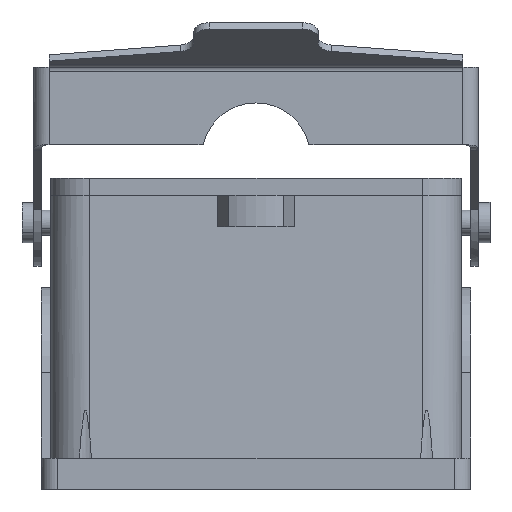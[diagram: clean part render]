
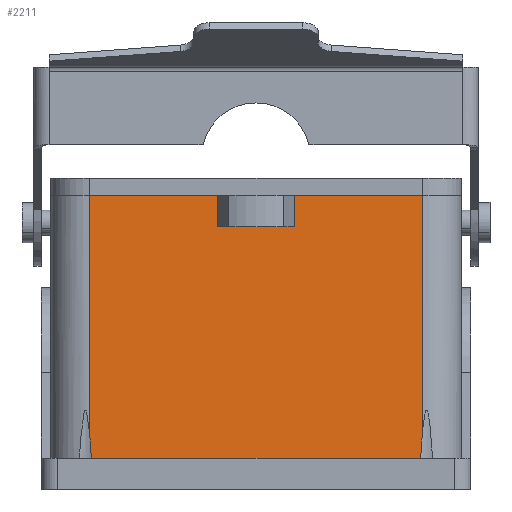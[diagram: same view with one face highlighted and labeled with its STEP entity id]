
A CAD part, left-side view. The second image highlights one B-rep face of the part: STEP entity #2211.
In plain terms, the highlighted planar face has unit normal (-1, 0, 0.03).
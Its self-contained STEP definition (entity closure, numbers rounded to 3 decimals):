
#2139=AXIS2_PLACEMENT_3D('Plane Axis2P3D',#2136,#2137,#2138) ;
#971=CARTESIAN_POINT('Line Origine',(21.5,42.246,94.5)) ;
#975=CARTESIAN_POINT('Vertex',(21.5,62.742,94.5)) ;
#977=CARTESIAN_POINT('Vertex',(21.5,21.75,94.5)) ;
#1074=CARTESIAN_POINT('Vertex',(21.5,128.75,94.5)) ;
#1077=CARTESIAN_POINT('Line Origine',(21.5,108.254,94.5)) ;
#1081=CARTESIAN_POINT('Vertex',(21.5,87.758,94.5)) ;
#2136=CARTESIAN_POINT('Axis2P3D Location',(21.5,75.25,94.5)) ;
#2141=CARTESIAN_POINT('Line Origine',(20.328,21.75,56.154)) ;
#2145=CARTESIAN_POINT('Vertex',(19.157,21.75,17.808)) ;
#2148=CARTESIAN_POINT('Line Origine',(21.347,62.798,89.5)) ;
#2152=CARTESIAN_POINT('Vertex',(21.194,62.853,84.5)) ;
#2155=CARTESIAN_POINT('Line Origine',(21.194,75.25,84.5)) ;
#2159=CARTESIAN_POINT('Vertex',(21.194,87.647,84.5)) ;
#2162=CARTESIAN_POINT('Line Origine',(21.347,87.702,89.5)) ;
#2167=CARTESIAN_POINT('Line Origine',(20.328,128.75,56.154)) ;
#2171=CARTESIAN_POINT('Vertex',(19.157,128.75,17.808)) ;
#2175=CARTESIAN_POINT('Control Point',(19.157,128.75,17.808)) ;
#2176=CARTESIAN_POINT('Control Point',(19.109,128.615,16.247)) ;
#2177=CARTESIAN_POINT('Control Point',(19.061,128.492,14.687)) ;
#2178=CARTESIAN_POINT('Control Point',(19.014,128.379,13.125)) ;
#2179=CARTESIAN_POINT('Control Point',(18.966,128.273,11.564)) ;
#2180=CARTESIAN_POINT('Control Point',(18.918,128.173,10.)) ;
#2181=CARTESIAN_POINT('Vertex',(18.918,128.173,10.)) ;
#2184=CARTESIAN_POINT('Line Origine',(18.918,75.25,10.)) ;
#2188=CARTESIAN_POINT('Vertex',(18.918,22.327,10.)) ;
#2192=CARTESIAN_POINT('Control Point',(19.157,21.75,17.808)) ;
#2193=CARTESIAN_POINT('Control Point',(19.109,21.885,16.247)) ;
#2194=CARTESIAN_POINT('Control Point',(19.061,22.008,14.687)) ;
#2195=CARTESIAN_POINT('Control Point',(19.014,22.121,13.125)) ;
#2196=CARTESIAN_POINT('Control Point',(18.966,22.227,11.564)) ;
#2197=CARTESIAN_POINT('Control Point',(18.918,22.327,10.)) ;
#972=DIRECTION('Vector Direction',(0.,1.,0.)) ;
#1078=DIRECTION('Vector Direction',(0.,1.,0.)) ;
#2137=DIRECTION('Axis2P3D Direction',(-1.,0.,0.031)) ;
#2138=DIRECTION('Axis2P3D XDirection',(0.,1.,0.)) ;
#2142=DIRECTION('Vector Direction',(-0.031,0.,-1.)) ;
#2149=DIRECTION('Vector Direction',(-0.031,0.011,-0.999)) ;
#2156=DIRECTION('Vector Direction',(0.,1.,0.)) ;
#2163=DIRECTION('Vector Direction',(-0.031,-0.011,-0.999)) ;
#2168=DIRECTION('Vector Direction',(-0.031,0.,-1.)) ;
#2185=DIRECTION('Vector Direction',(0.,1.,0.)) ;
#973=VECTOR('Line Direction',#972,1.) ;
#1079=VECTOR('Line Direction',#1078,1.) ;
#2143=VECTOR('Line Direction',#2142,1.) ;
#2150=VECTOR('Line Direction',#2149,1.) ;
#2157=VECTOR('Line Direction',#2156,1.) ;
#2164=VECTOR('Line Direction',#2163,1.) ;
#2169=VECTOR('Line Direction',#2168,1.) ;
#2186=VECTOR('Line Direction',#2185,1.) ;
#2200=ORIENTED_EDGE('',*,*,#2147,.F.) ;
#2201=ORIENTED_EDGE('',*,*,#979,.F.) ;
#2202=ORIENTED_EDGE('',*,*,#2154,.T.) ;
#2203=ORIENTED_EDGE('',*,*,#2161,.T.) ;
#2204=ORIENTED_EDGE('',*,*,#2166,.F.) ;
#2205=ORIENTED_EDGE('',*,*,#1083,.F.) ;
#2206=ORIENTED_EDGE('',*,*,#2173,.F.) ;
#2207=ORIENTED_EDGE('',*,*,#2183,.T.) ;
#2208=ORIENTED_EDGE('',*,*,#2190,.F.) ;
#2209=ORIENTED_EDGE('',*,*,#2198,.F.) ;
#2211=ADVANCED_FACE('Housing',(#2210),#2140,.T.) ;
#2174=B_SPLINE_CURVE_WITH_KNOTS('',5,(#2175,#2176,#2177,#2178,#2179,#2180),.UNSPECIFIED.,.F.,.U.,(6,6),(0.,11.078),.UNSPECIFIED.) ;
#2191=B_SPLINE_CURVE_WITH_KNOTS('',5,(#2192,#2193,#2194,#2195,#2196,#2197),.UNSPECIFIED.,.F.,.U.,(6,6),(0.,11.078),.UNSPECIFIED.) ;
#979=EDGE_CURVE('',#976,#978,#974,.F.) ;
#1083=EDGE_CURVE('',#1075,#1082,#1080,.F.) ;
#2147=EDGE_CURVE('',#978,#2146,#2144,.T.) ;
#2154=EDGE_CURVE('',#976,#2153,#2151,.T.) ;
#2161=EDGE_CURVE('',#2153,#2160,#2158,.T.) ;
#2166=EDGE_CURVE('',#1082,#2160,#2165,.T.) ;
#2173=EDGE_CURVE('',#2172,#1075,#2170,.F.) ;
#2183=EDGE_CURVE('',#2172,#2182,#2174,.T.) ;
#2190=EDGE_CURVE('',#2189,#2182,#2187,.T.) ;
#2198=EDGE_CURVE('',#2146,#2189,#2191,.T.) ;
#2199=EDGE_LOOP('',(#2200,#2201,#2202,#2203,#2204,#2205,#2206,#2207,#2208,#2209)) ;
#2210=FACE_OUTER_BOUND('',#2199,.T.) ;
#974=LINE('Line',#971,#973) ;
#1080=LINE('Line',#1077,#1079) ;
#2144=LINE('Line',#2141,#2143) ;
#2151=LINE('Line',#2148,#2150) ;
#2158=LINE('Line',#2155,#2157) ;
#2165=LINE('Line',#2162,#2164) ;
#2170=LINE('Line',#2167,#2169) ;
#2187=LINE('Line',#2184,#2186) ;
#2140=PLANE('',#2139) ;
#976=VERTEX_POINT('',#975) ;
#978=VERTEX_POINT('',#977) ;
#1075=VERTEX_POINT('',#1074) ;
#1082=VERTEX_POINT('',#1081) ;
#2146=VERTEX_POINT('',#2145) ;
#2153=VERTEX_POINT('',#2152) ;
#2160=VERTEX_POINT('',#2159) ;
#2172=VERTEX_POINT('',#2171) ;
#2182=VERTEX_POINT('',#2181) ;
#2189=VERTEX_POINT('',#2188) ;
